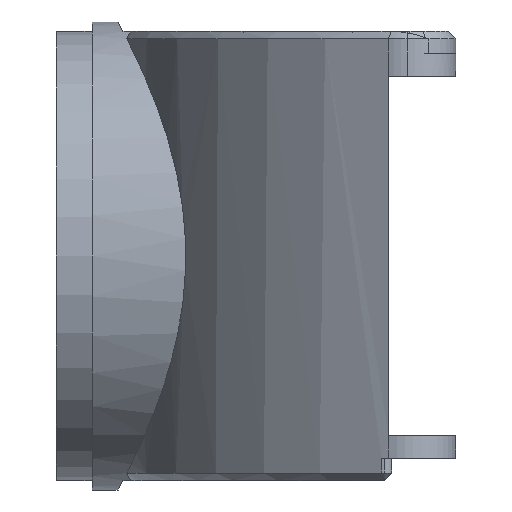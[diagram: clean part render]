
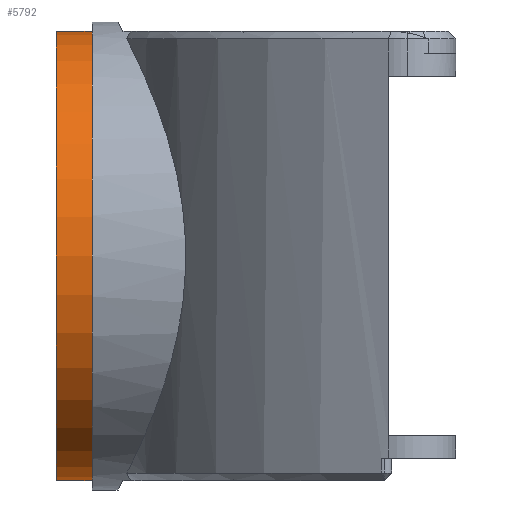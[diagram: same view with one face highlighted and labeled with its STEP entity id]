
A CAD part, left-side view. The second image highlights one B-rep face of the part: STEP entity #5792.
In plain terms, the highlighted cylindrical face has radius 30 mm (diameter 60 mm), a partial arc.
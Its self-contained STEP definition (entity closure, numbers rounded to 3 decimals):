
#4 = CARTESIAN_POINT ( 'NONE',  ( 0., 66.75, -30. ) ) ;
#512 = LINE ( 'NONE', #3882, #2655 ) ;
#659 = DIRECTION ( 'NONE',  ( 0., 1., 0. ) ) ;
#933 = CARTESIAN_POINT ( 'NONE',  ( 0., 61.95, -30. ) ) ;
#961 = FACE_OUTER_BOUND ( 'NONE', #1093, .T. ) ;
#1011 = VECTOR ( 'NONE', #1348, 1000. ) ;
#1093 = EDGE_LOOP ( 'NONE', ( #2273, #1823, #1608, #4072 ) ) ;
#1348 = DIRECTION ( 'NONE',  ( 0., 1., 0. ) ) ;
#1455 = CARTESIAN_POINT ( 'NONE',  ( 0., 61.95, 0. ) ) ;
#1472 = CARTESIAN_POINT ( 'NONE',  ( 0., 66.75, 30. ) ) ;
#1497 = DIRECTION ( 'NONE',  ( 0., 1., 0. ) ) ;
#1608 = ORIENTED_EDGE ( 'NONE', *, *, #2049, .T. ) ;
#1823 = ORIENTED_EDGE ( 'NONE', *, *, #5504, .T. ) ;
#1850 = LINE ( 'NONE', #6160, #1011 ) ;
#1919 = VERTEX_POINT ( 'NONE', #4 ) ;
#2049 = EDGE_CURVE ( 'NONE', #2753, #3284, #512, .T. ) ;
#2113 = CARTESIAN_POINT ( 'NONE',  ( 0., 66.75, 0. ) ) ;
#2273 = ORIENTED_EDGE ( 'NONE', *, *, #4084, .F. ) ;
#2293 = AXIS2_PLACEMENT_3D ( 'NONE', #2888, #4805, #5787 ) ;
#2393 = AXIS2_PLACEMENT_3D ( 'NONE', #1455, #5826, #3960 ) ;
#2450 = CYLINDRICAL_SURFACE ( 'NONE', #2293, 30. ) ;
#2586 = EDGE_CURVE ( 'NONE', #1919, #3284, #3249, .T. ) ;
#2592 = CIRCLE ( 'NONE', #2393, 30. ) ;
#2655 = VECTOR ( 'NONE', #1497, 1000. ) ;
#2753 = VERTEX_POINT ( 'NONE', #4810 ) ;
#2763 = VERTEX_POINT ( 'NONE', #933 ) ;
#2888 = CARTESIAN_POINT ( 'NONE',  ( 0., 66.75, 0. ) ) ;
#3249 = CIRCLE ( 'NONE', #3855, 30. ) ;
#3284 = VERTEX_POINT ( 'NONE', #1472 ) ;
#3855 = AXIS2_PLACEMENT_3D ( 'NONE', #2113, #659, #5479 ) ;
#3882 = CARTESIAN_POINT ( 'NONE',  ( 0., 66.75, 30. ) ) ;
#3960 = DIRECTION ( 'NONE',  ( 0., 0., 1. ) ) ;
#4072 = ORIENTED_EDGE ( 'NONE', *, *, #2586, .F. ) ;
#4084 = EDGE_CURVE ( 'NONE', #2763, #1919, #1850, .T. ) ;
#4805 = DIRECTION ( 'NONE',  ( 0., 1., 0. ) ) ;
#4810 = CARTESIAN_POINT ( 'NONE',  ( 0., 61.95, 30. ) ) ;
#5479 = DIRECTION ( 'NONE',  ( 0., 0., 1. ) ) ;
#5504 = EDGE_CURVE ( 'NONE', #2763, #2753, #2592, .T. ) ;
#5787 = DIRECTION ( 'NONE',  ( 0., 0., 1. ) ) ;
#5792 = ADVANCED_FACE ( 'NONE', ( #961 ), #2450, .T. ) ;
#5826 = DIRECTION ( 'NONE',  ( 0., 1., 0. ) ) ;
#6160 = CARTESIAN_POINT ( 'NONE',  ( 0., 66.75, -30. ) ) ;
